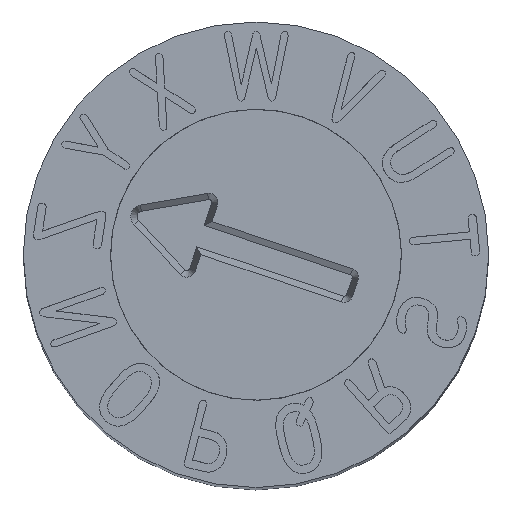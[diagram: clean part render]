
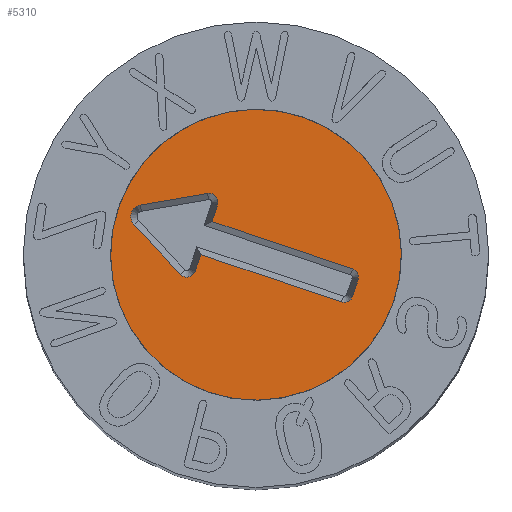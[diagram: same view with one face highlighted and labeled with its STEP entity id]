
A CAD part, top view. The second image highlights one B-rep face of the part: STEP entity #5310.
In plain terms, the highlighted planar face has unit normal (0, 0, 1).
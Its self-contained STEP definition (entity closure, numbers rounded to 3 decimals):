
#74=CIRCLE('',#5520,0.075);
#76=CIRCLE('',#5525,0.076);
#78=CIRCLE('',#5529,0.1);
#80=CIRCLE('',#5533,0.076);
#82=CIRCLE('',#5538,0.075);
#91=CIRCLE('',#5556,1.25);
#119=FACE_BOUND('',#1168,.T.);
#858=FACE_OUTER_BOUND('',#1167,.T.);
#1167=EDGE_LOOP('',(#4883));
#1168=EDGE_LOOP('',(#4884,#4885,#4886,#4887,#4888,#4889,#4890,#4891,#4892,
#4893,#4894,#4895));
#1581=LINE('',#9842,#2018);
#1584=LINE('',#9848,#2021);
#1588=LINE('',#9860,#2025);
#1592=LINE('',#9872,#2029);
#1596=LINE('',#9884,#2033);
#1599=LINE('',#9890,#2036);
#1603=LINE('',#9900,#2040);
#2018=VECTOR('',#6246,10.);
#2021=VECTOR('',#6251,10.);
#2025=VECTOR('',#6263,10.);
#2029=VECTOR('',#6275,10.);
#2033=VECTOR('',#6287,10.);
#2036=VECTOR('',#6292,10.);
#2040=VECTOR('',#6304,10.);
#2532=VERTEX_POINT('',#9833);
#2533=VERTEX_POINT('',#9835);
#2535=VERTEX_POINT('',#9841);
#2537=VERTEX_POINT('',#9847);
#2539=VERTEX_POINT('',#9853);
#2541=VERTEX_POINT('',#9859);
#2543=VERTEX_POINT('',#9865);
#2545=VERTEX_POINT('',#9871);
#2547=VERTEX_POINT('',#9877);
#2549=VERTEX_POINT('',#9883);
#2551=VERTEX_POINT('',#9889);
#2553=VERTEX_POINT('',#9895);
#2561=VERTEX_POINT('',#9927);
#3294=EDGE_CURVE('',#2533,#2532,#74,.T.);
#3297=EDGE_CURVE('',#2535,#2533,#1581,.T.);
#3300=EDGE_CURVE('',#2537,#2535,#1584,.T.);
#3303=EDGE_CURVE('',#2539,#2537,#76,.T.);
#3306=EDGE_CURVE('',#2541,#2539,#1588,.T.);
#3309=EDGE_CURVE('',#2543,#2541,#78,.T.);
#3312=EDGE_CURVE('',#2545,#2543,#1592,.T.);
#3315=EDGE_CURVE('',#2547,#2545,#80,.T.);
#3318=EDGE_CURVE('',#2549,#2547,#1596,.T.);
#3321=EDGE_CURVE('',#2551,#2549,#1599,.T.);
#3324=EDGE_CURVE('',#2553,#2551,#82,.T.);
#3327=EDGE_CURVE('',#2532,#2553,#1603,.T.);
#3339=EDGE_CURVE('',#2561,#2561,#91,.T.);
#4883=ORIENTED_EDGE('',*,*,#3339,.F.);
#4884=ORIENTED_EDGE('',*,*,#3294,.T.);
#4885=ORIENTED_EDGE('',*,*,#3327,.T.);
#4886=ORIENTED_EDGE('',*,*,#3324,.T.);
#4887=ORIENTED_EDGE('',*,*,#3321,.T.);
#4888=ORIENTED_EDGE('',*,*,#3318,.T.);
#4889=ORIENTED_EDGE('',*,*,#3315,.T.);
#4890=ORIENTED_EDGE('',*,*,#3312,.T.);
#4891=ORIENTED_EDGE('',*,*,#3309,.T.);
#4892=ORIENTED_EDGE('',*,*,#3306,.T.);
#4893=ORIENTED_EDGE('',*,*,#3303,.T.);
#4894=ORIENTED_EDGE('',*,*,#3300,.T.);
#4895=ORIENTED_EDGE('',*,*,#3297,.T.);
#5025=PLANE('',#5557);
#5310=ADVANCED_FACE('',(#858,#119),#5025,.F.);
#5520=AXIS2_PLACEMENT_3D('',#9836,#6240,#6241);
#5525=AXIS2_PLACEMENT_3D('',#9854,#6257,#6258);
#5529=AXIS2_PLACEMENT_3D('',#9866,#6269,#6270);
#5533=AXIS2_PLACEMENT_3D('',#9878,#6281,#6282);
#5538=AXIS2_PLACEMENT_3D('',#9896,#6298,#6299);
#5556=AXIS2_PLACEMENT_3D('',#9928,#6340,#6341);
#5557=AXIS2_PLACEMENT_3D('',#9930,#6343,#6344);
#6240=DIRECTION('center_axis',(0.,0.,-1.));
#6241=DIRECTION('ref_axis',(0.,-1.,0.));
#6246=DIRECTION('',(0.,1.,0.));
#6251=DIRECTION('',(1.,0.,0.));
#6257=DIRECTION('center_axis',(0.,0.,-1.));
#6258=DIRECTION('ref_axis',(0.,-1.,0.));
#6263=DIRECTION('',(-0.476,0.88,0.));
#6269=DIRECTION('center_axis',(0.,0.,-1.));
#6270=DIRECTION('ref_axis',(0.88,0.476,0.));
#6275=DIRECTION('',(-0.476,-0.88,0.));
#6281=DIRECTION('center_axis',(0.,0.,-1.));
#6282=DIRECTION('ref_axis',(-0.88,0.476,0.));
#6287=DIRECTION('',(1.,0.,0.));
#6292=DIRECTION('',(0.,-1.,0.));
#6298=DIRECTION('center_axis',(0.,0.,-1.));
#6299=DIRECTION('ref_axis',(-1.,0.,0.));
#6304=DIRECTION('',(1.,0.,0.));
#6340=DIRECTION('center_axis',(0.,0.,-1.));
#6341=DIRECTION('ref_axis',(-1.,0.,0.));
#6343=DIRECTION('center_axis',(0.,0.,-1.));
#6344=DIRECTION('ref_axis',(-1.,0.,0.));
#9833=CARTESIAN_POINT('',(-0.075,0.9,2.3));
#9835=CARTESIAN_POINT('',(-0.15,0.825,2.3));
#9836=CARTESIAN_POINT('Origin',(-0.075,0.825,2.3));
#9841=CARTESIAN_POINT('',(-0.15,-0.45,2.3));
#9842=CARTESIAN_POINT('',(-0.15,0.413,2.3));
#9847=CARTESIAN_POINT('',(-0.3,-0.45,2.3));
#9848=CARTESIAN_POINT('',(-0.075,-0.45,2.3));
#9853=CARTESIAN_POINT('',(-0.367,-0.562,2.3));
#9854=CARTESIAN_POINT('Origin',(-0.3,-0.526,2.3));
#9859=CARTESIAN_POINT('',(-0.088,-1.077,2.3));
#9860=CARTESIAN_POINT('',(-0.443,-0.421,2.3));
#9865=CARTESIAN_POINT('',(0.088,-1.077,2.3));
#9866=CARTESIAN_POINT('Origin',(0.,-1.03,
2.3));
#9871=CARTESIAN_POINT('',(0.367,-0.562,2.3));
#9872=CARTESIAN_POINT('',(0.303,-0.679,2.3));
#9877=CARTESIAN_POINT('',(0.3,-0.45,2.3));
#9878=CARTESIAN_POINT('Origin',(0.3,-0.526,2.3));
#9883=CARTESIAN_POINT('',(0.15,-0.45,2.3));
#9884=CARTESIAN_POINT('',(0.15,-0.45,2.3));
#9889=CARTESIAN_POINT('',(0.15,0.825,2.3));
#9890=CARTESIAN_POINT('',(0.15,-0.225,2.3));
#9895=CARTESIAN_POINT('',(0.075,0.9,2.3));
#9896=CARTESIAN_POINT('Origin',(0.075,0.825,2.3));
#9900=CARTESIAN_POINT('',(0.,0.9,2.3));
#9927=CARTESIAN_POINT('',(1.25,0.,2.3));
#9928=CARTESIAN_POINT('Origin',(0.,0.,2.3));
#9930=CARTESIAN_POINT('Origin',(0.,0.,2.3));
